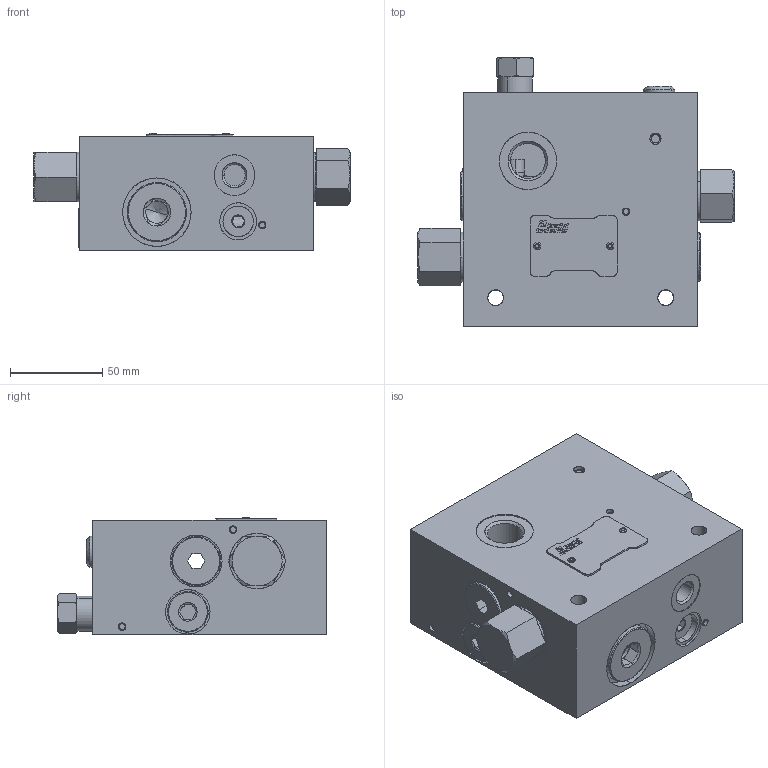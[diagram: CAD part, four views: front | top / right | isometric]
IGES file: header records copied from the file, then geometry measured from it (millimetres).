
Start section: SolidWorks IGES file using analytic representation for surfaces
Global section: file name: HSCP004105030.igs; native system: SolidWorks 2012; preprocessor: SolidWorks 2012; author: ARUTPUT15; date: 131005.122313; units: millimetre
Bounding box: 171 x 145.5 x 63.8 mm (x, y, z)
Surface area: 94009.4 mm2 (no closed solid volume)
Topology: 0 solids, 0 shells, 367 faces, 7619 edges, 7617 vertices
Faces by surface type: revolution 191, bspline 176
